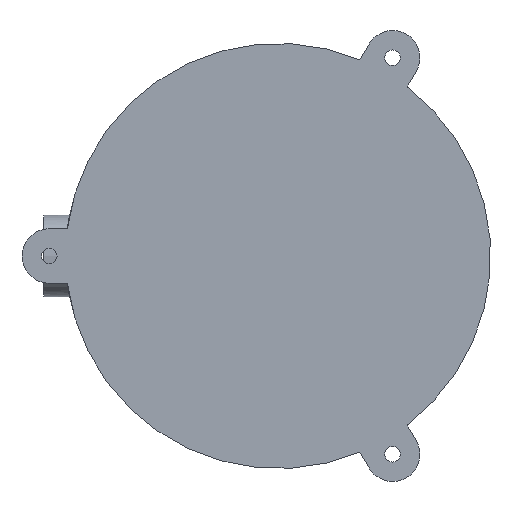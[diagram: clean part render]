
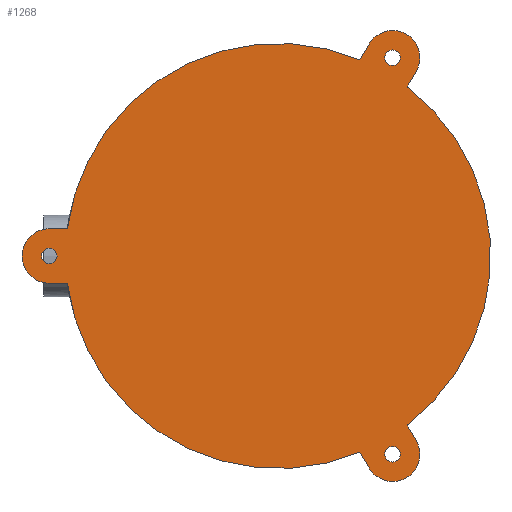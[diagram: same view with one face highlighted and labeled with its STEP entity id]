
A CAD part, left-side view. The second image highlights one B-rep face of the part: STEP entity #1268.
In plain terms, the highlighted planar face has unit normal (-1, 0, 0).
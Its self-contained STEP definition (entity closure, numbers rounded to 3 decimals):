
#35=FACE_BOUND('',#238,.T.);
#36=FACE_BOUND('',#239,.T.);
#37=FACE_BOUND('',#240,.T.);
#80=PLANE('',#1395);
#148=FACE_OUTER_BOUND('',#237,.T.);
#237=EDGE_LOOP('',(#1150,#1151,#1152,#1153,#1154,#1155,#1156,#1157,#1158,
#1159,#1160,#1161));
#238=EDGE_LOOP('',(#1162));
#239=EDGE_LOOP('',(#1163));
#240=EDGE_LOOP('',(#1164));
#263=LINE('',#1863,#370);
#267=LINE('',#1872,#374);
#271=LINE('',#1884,#378);
#359=LINE('',#2255,#466);
#360=LINE('',#2257,#467);
#361=LINE('',#2261,#468);
#370=VECTOR('',#1417,10.);
#374=VECTOR('',#1423,10.);
#378=VECTOR('',#1435,10.);
#466=VECTOR('',#1745,10.);
#467=VECTOR('',#1748,10.);
#468=VECTOR('',#1753,10.);
#474=CIRCLE('',#1281,5.);
#479=CIRCLE('',#1288,39.);
#481=CIRCLE('',#1290,39.);
#483=CIRCLE('',#1292,39.);
#515=CIRCLE('',#1371,1.425);
#518=CIRCLE('',#1376,1.425);
#521=CIRCLE('',#1381,1.425);
#526=CIRCLE('',#1392,5.);
#527=CIRCLE('',#1396,5.);
#538=VERTEX_POINT('',#1857);
#540=VERTEX_POINT('',#1861);
#541=VERTEX_POINT('',#1865);
#544=VERTEX_POINT('',#1870);
#545=VERTEX_POINT('',#1874);
#548=VERTEX_POINT('',#1881);
#561=VERTEX_POINT('',#1943);
#562=VERTEX_POINT('',#1945);
#564=VERTEX_POINT('',#1952);
#631=VERTEX_POINT('',#2208);
#634=VERTEX_POINT('',#2217);
#637=VERTEX_POINT('',#2226);
#643=VERTEX_POINT('',#2249);
#644=VERTEX_POINT('',#2251);
#645=VERTEX_POINT('',#2259);
#661=EDGE_CURVE('',#540,#538,#263,.T.);
#665=EDGE_CURVE('',#544,#541,#267,.T.);
#668=EDGE_CURVE('',#541,#545,#474,.T.);
#671=EDGE_CURVE('',#545,#548,#271,.T.);
#684=EDGE_CURVE('',#561,#562,#479,.T.);
#687=EDGE_CURVE('',#538,#544,#481,.T.);
#689=EDGE_CURVE('',#548,#564,#483,.T.);
#796=EDGE_CURVE('',#631,#631,#515,.T.);
#800=EDGE_CURVE('',#634,#634,#518,.T.);
#804=EDGE_CURVE('',#637,#637,#521,.T.);
#816=EDGE_CURVE('',#644,#643,#526,.T.);
#817=EDGE_CURVE('',#564,#644,#359,.T.);
#818=EDGE_CURVE('',#643,#561,#360,.T.);
#819=EDGE_CURVE('',#645,#540,#527,.T.);
#820=EDGE_CURVE('',#562,#645,#361,.T.);
#1150=ORIENTED_EDGE('',*,*,#689,.F.);
#1151=ORIENTED_EDGE('',*,*,#671,.F.);
#1152=ORIENTED_EDGE('',*,*,#668,.F.);
#1153=ORIENTED_EDGE('',*,*,#665,.F.);
#1154=ORIENTED_EDGE('',*,*,#687,.F.);
#1155=ORIENTED_EDGE('',*,*,#661,.F.);
#1156=ORIENTED_EDGE('',*,*,#819,.F.);
#1157=ORIENTED_EDGE('',*,*,#820,.F.);
#1158=ORIENTED_EDGE('',*,*,#684,.F.);
#1159=ORIENTED_EDGE('',*,*,#818,.F.);
#1160=ORIENTED_EDGE('',*,*,#816,.F.);
#1161=ORIENTED_EDGE('',*,*,#817,.F.);
#1162=ORIENTED_EDGE('',*,*,#796,.F.);
#1163=ORIENTED_EDGE('',*,*,#800,.F.);
#1164=ORIENTED_EDGE('',*,*,#804,.F.);
#1268=ADVANCED_FACE('',(#148,#35,#36,#37),#80,.F.);
#1281=AXIS2_PLACEMENT_3D('',#1878,#1429,#1430);
#1288=AXIS2_PLACEMENT_3D('',#1946,#1452,#1453);
#1290=AXIS2_PLACEMENT_3D('',#1950,#1457,#1458);
#1292=AXIS2_PLACEMENT_3D('',#1953,#1461,#1462);
#1371=AXIS2_PLACEMENT_3D('',#2210,#1690,#1691);
#1376=AXIS2_PLACEMENT_3D('',#2219,#1701,#1702);
#1381=AXIS2_PLACEMENT_3D('',#2228,#1712,#1713);
#1392=AXIS2_PLACEMENT_3D('',#2253,#1741,#1742);
#1395=AXIS2_PLACEMENT_3D('',#2258,#1749,#1750);
#1396=AXIS2_PLACEMENT_3D('',#2260,#1751,#1752);
#1417=DIRECTION('',(0.,0.5,-0.866));
#1423=DIRECTION('',(0.,-0.5,-0.866));
#1429=DIRECTION('center_axis',(1.,0.,0.));
#1430=DIRECTION('ref_axis',(0.,-0.5,-0.866));
#1435=DIRECTION('',(0.,0.5,0.866));
#1452=DIRECTION('center_axis',(1.,0.,0.));
#1453=DIRECTION('ref_axis',(0.,-1.,0.));
#1457=DIRECTION('center_axis',(1.,0.,0.));
#1458=DIRECTION('ref_axis',(0.,-1.,0.));
#1461=DIRECTION('center_axis',(1.,0.,0.));
#1462=DIRECTION('ref_axis',(0.,-1.,0.));
#1690=DIRECTION('center_axis',(-1.,0.,0.));
#1691=DIRECTION('ref_axis',(0.,-0.5,0.866));
#1701=DIRECTION('center_axis',(-1.,0.,0.));
#1702=DIRECTION('ref_axis',(0.,-0.5,-0.866));
#1712=DIRECTION('center_axis',(-1.,0.,0.));
#1713=DIRECTION('ref_axis',(0.,1.,0.));
#1741=DIRECTION('center_axis',(1.,0.,0.));
#1742=DIRECTION('ref_axis',(0.,1.,0.));
#1745=DIRECTION('',(0.,1.,0.));
#1748=DIRECTION('',(0.,-1.,0.));
#1749=DIRECTION('center_axis',(1.,0.,0.));
#1750=DIRECTION('ref_axis',(0.,0.,-1.));
#1751=DIRECTION('center_axis',(1.,0.,0.));
#1752=DIRECTION('ref_axis',(0.,-0.5,0.866));
#1753=DIRECTION('',(0.,-0.5,0.866));
#1857=CARTESIAN_POINT('',(39.,15.331,30.996));
#1861=CARTESIAN_POINT('',(39.,13.67,33.873));
#1863=CARTESIAN_POINT('',(39.,13.67,33.873));
#1865=CARTESIAN_POINT('',(39.,13.67,-33.873));
#1870=CARTESIAN_POINT('',(39.,15.331,-30.996));
#1872=CARTESIAN_POINT('',(39.,15.331,-30.996));
#1874=CARTESIAN_POINT('',(39.,22.33,-38.873));
#1878=CARTESIAN_POINT('Origin',(39.,18.,-36.373));
#1881=CARTESIAN_POINT('',(39.,23.991,-35.996));
#1884=CARTESIAN_POINT('',(39.,22.33,-38.873));
#1943=CARTESIAN_POINT('',(39.,77.678,5.));
#1945=CARTESIAN_POINT('',(39.,23.991,35.996));
#1946=CARTESIAN_POINT('Origin',(39.,39.,0.));
#1950=CARTESIAN_POINT('Origin',(39.,39.,0.));
#1952=CARTESIAN_POINT('',(39.,77.678,-5.));
#1953=CARTESIAN_POINT('Origin',(39.,39.,0.));
#2208=CARTESIAN_POINT('',(39.,18.713,35.139));
#2210=CARTESIAN_POINT('Origin',(39.,18.,36.373));
#2217=CARTESIAN_POINT('',(39.,18.713,-35.139));
#2219=CARTESIAN_POINT('Origin',(39.,18.,-36.373));
#2226=CARTESIAN_POINT('',(39.,79.575,0.));
#2228=CARTESIAN_POINT('Origin',(39.,81.,0.));
#2249=CARTESIAN_POINT('',(39.,81.,5.));
#2251=CARTESIAN_POINT('',(39.,81.,-5.));
#2253=CARTESIAN_POINT('Origin',(39.,81.,0.));
#2255=CARTESIAN_POINT('',(39.,77.678,-5.));
#2257=CARTESIAN_POINT('',(39.,81.,5.));
#2258=CARTESIAN_POINT('Origin',(39.,39.,0.));
#2259=CARTESIAN_POINT('',(39.,22.33,38.873));
#2260=CARTESIAN_POINT('Origin',(39.,18.,36.373));
#2261=CARTESIAN_POINT('',(39.,23.991,35.996));
